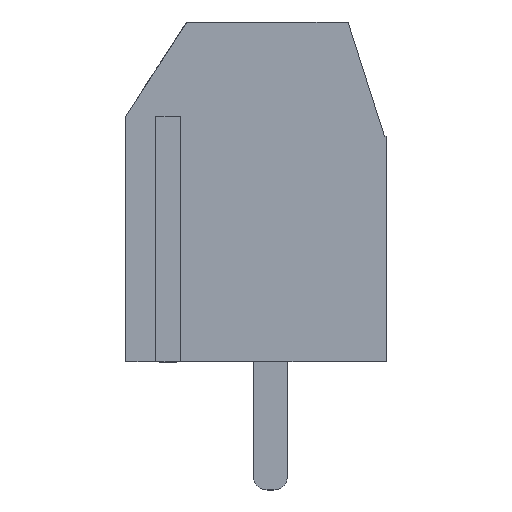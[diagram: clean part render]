
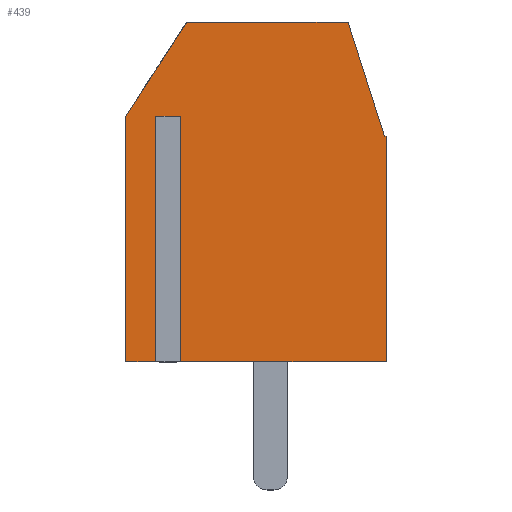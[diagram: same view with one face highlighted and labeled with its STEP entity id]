
A CAD part, left-side view. The second image highlights one B-rep face of the part: STEP entity #439.
In plain terms, the highlighted face is planar.
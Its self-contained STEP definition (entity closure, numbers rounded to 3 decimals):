
#54 = VERTEX_POINT('',#55);
#55 = CARTESIAN_POINT('',(-17.924,-12.907,15.));
#61 = EDGE_CURVE('',#54,#62,#64,.T.);
#62 = VERTEX_POINT('',#63);
#63 = CARTESIAN_POINT('',(-17.924,-5.672,15.));
#64 = LINE('',#65,#66);
#65 = CARTESIAN_POINT('',(-17.924,-12.907,15.));
#66 = VECTOR('',#67,1.);
#67 = DIRECTION('',(0.,1.,0.));
#198 = VERTEX_POINT('',#199);
#199 = CARTESIAN_POINT('',(-10.246,-12.907,15.));
#205 = EDGE_CURVE('',#198,#206,#208,.T.);
#206 = VERTEX_POINT('',#207);
#207 = CARTESIAN_POINT('',(-16.424,-12.907,15.));
#208 = LINE('',#209,#210);
#209 = CARTESIAN_POINT('',(-10.246,-12.907,15.));
#210 = VECTOR('',#211,1.);
#211 = DIRECTION('',(-1.,0.,0.));
#214 = VERTEX_POINT('',#215);
#215 = CARTESIAN_POINT('',(-16.924,-12.907,15.));
#221 = EDGE_CURVE('',#214,#54,#222,.T.);
#222 = LINE('',#223,#224);
#223 = CARTESIAN_POINT('',(-10.246,-12.907,15.));
#224 = VECTOR('',#225,1.);
#225 = DIRECTION('',(-1.,0.,0.));
#279 = EDGE_CURVE('',#62,#280,#282,.T.);
#280 = VERTEX_POINT('',#281);
#281 = CARTESIAN_POINT('',(-16.128,-2.893,15.));
#282 = LINE('',#283,#284);
#283 = CARTESIAN_POINT('',(-17.924,-5.672,15.));
#284 = VECTOR('',#285,1.);
#285 = DIRECTION('',(0.543,0.84,0.));
#439 = ADVANCED_FACE('',(#440),#498,.T.);
#440 = FACE_BOUND('',#441,.T.);
#441 = EDGE_LOOP('',(#442,#443,#444,#452,#460,#466,#467,#475,#483,#491,
    #497));
#442 = ORIENTED_EDGE('',*,*,#61,.F.);
#443 = ORIENTED_EDGE('',*,*,#221,.F.);
#444 = ORIENTED_EDGE('',*,*,#445,.F.);
#445 = EDGE_CURVE('',#446,#214,#448,.T.);
#446 = VERTEX_POINT('',#447);
#447 = CARTESIAN_POINT('',(-16.924,-5.672,15.));
#448 = LINE('',#449,#450);
#449 = CARTESIAN_POINT('',(-16.924,-5.672,15.));
#450 = VECTOR('',#451,1.);
#451 = DIRECTION('',(0.,-1.,0.));
#452 = ORIENTED_EDGE('',*,*,#453,.F.);
#453 = EDGE_CURVE('',#454,#446,#456,.T.);
#454 = VERTEX_POINT('',#455);
#455 = CARTESIAN_POINT('',(-16.424,-5.672,15.));
#456 = LINE('',#457,#458);
#457 = CARTESIAN_POINT('',(-16.424,-5.672,15.));
#458 = VECTOR('',#459,1.);
#459 = DIRECTION('',(-1.,0.,0.));
#460 = ORIENTED_EDGE('',*,*,#461,.F.);
#461 = EDGE_CURVE('',#206,#454,#462,.T.);
#462 = LINE('',#463,#464);
#463 = CARTESIAN_POINT('',(-16.424,-12.907,15.));
#464 = VECTOR('',#465,1.);
#465 = DIRECTION('',(0.,1.,0.));
#466 = ORIENTED_EDGE('',*,*,#205,.F.);
#467 = ORIENTED_EDGE('',*,*,#468,.F.);
#468 = EDGE_CURVE('',#469,#198,#471,.T.);
#469 = VERTEX_POINT('',#470);
#470 = CARTESIAN_POINT('',(-10.246,-6.256,15.));
#471 = LINE('',#472,#473);
#472 = CARTESIAN_POINT('',(-10.246,-6.256,15.));
#473 = VECTOR('',#474,1.);
#474 = DIRECTION('',(0.,-1.,0.));
#475 = ORIENTED_EDGE('',*,*,#476,.F.);
#476 = EDGE_CURVE('',#477,#469,#479,.T.);
#477 = VERTEX_POINT('',#478);
#478 = CARTESIAN_POINT('',(-10.297,-6.256,15.));
#479 = LINE('',#480,#481);
#480 = CARTESIAN_POINT('',(-10.297,-6.256,15.));
#481 = VECTOR('',#482,1.);
#482 = DIRECTION('',(1.,0.,0.));
#483 = ORIENTED_EDGE('',*,*,#484,.F.);
#484 = EDGE_CURVE('',#485,#477,#487,.T.);
#485 = VERTEX_POINT('',#486);
#486 = CARTESIAN_POINT('',(-11.373,-2.893,15.));
#487 = LINE('',#488,#489);
#488 = CARTESIAN_POINT('',(-11.373,-2.893,15.));
#489 = VECTOR('',#490,1.);
#490 = DIRECTION('',(0.305,-0.952,0.));
#491 = ORIENTED_EDGE('',*,*,#492,.F.);
#492 = EDGE_CURVE('',#280,#485,#493,.T.);
#493 = LINE('',#494,#495);
#494 = CARTESIAN_POINT('',(-16.128,-2.893,15.));
#495 = VECTOR('',#496,1.);
#496 = DIRECTION('',(1.,0.,0.));
#497 = ORIENTED_EDGE('',*,*,#279,.F.);
#498 = PLANE('',#499);
#499 = AXIS2_PLACEMENT_3D('',#500,#501,#502);
#500 = CARTESIAN_POINT('',(-14.046,-8.264,15.));
#501 = DIRECTION('',(0.,0.,1.));
#502 = DIRECTION('',(1.,0.,0.));
